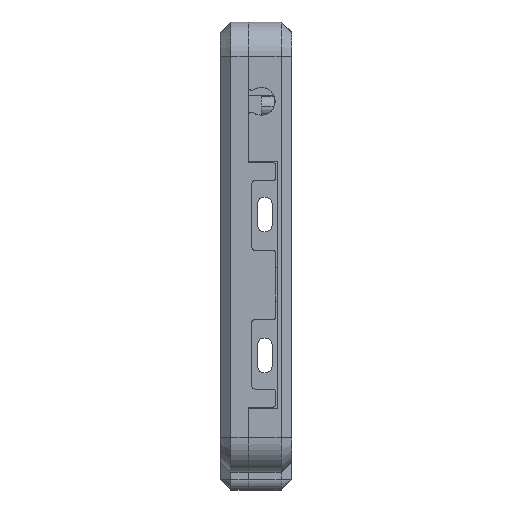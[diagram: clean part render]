
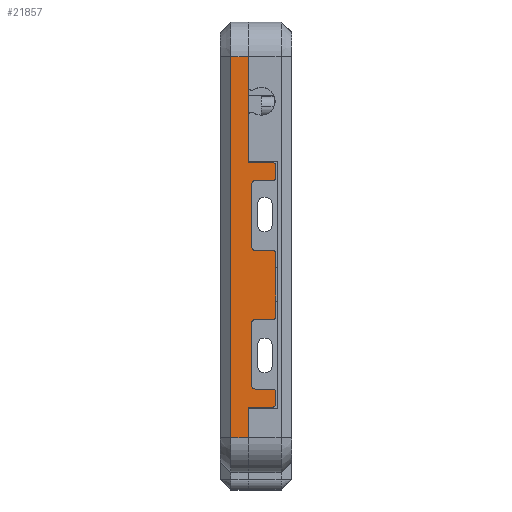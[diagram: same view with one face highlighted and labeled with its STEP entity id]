
A CAD part, left-side view. The second image highlights one B-rep face of the part: STEP entity #21857.
In plain terms, the highlighted planar face has unit normal (-1, 0, 0).
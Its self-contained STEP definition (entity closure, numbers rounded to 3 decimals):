
#17665=DIRECTION('',(0.,0.,1.));
#17666=VECTOR('',#17665,8.883);
#17667=CARTESIAN_POINT('',(-149.815,-2.25,19.017));
#17668=LINE('',#17667,#17666);
#17681=DIRECTION('',(0.,0.,1.));
#17682=VECTOR('',#17681,30.547);
#17683=CARTESIAN_POINT('',(-149.815,-2.25,98.3));
#17684=LINE('',#17683,#17682);
#18945=DIRECTION('',(0.,0.,-1.));
#18946=VECTOR('',#18945,109.83);
#18947=CARTESIAN_POINT('',(-149.815,2.75,
128.847));
#18948=LINE('',#18947,#18946);
#18949=DIRECTION('',(0.,1.,0.));
#18950=VECTOR('',#18949,7.);
#18951=CARTESIAN_POINT('',(-149.815,-9.25,98.3));
#18952=LINE('',#18951,#18950);
#18953=CARTESIAN_POINT('',(-149.815,-9.25,97.3));
#18954=DIRECTION('',(-1.,0.,0.));
#18955=DIRECTION('',(0.,-1.,0.));
#18956=AXIS2_PLACEMENT_3D('',#18953,#18954,#18955);
#18958=DIRECTION('',(0.,0.,1.));
#18959=VECTOR('',#18958,3.2);
#18960=CARTESIAN_POINT('',(-149.815,-10.25,94.1));
#18961=LINE('',#18960,#18959);
#18962=CARTESIAN_POINT('',(-149.815,-9.25,94.1));
#18963=DIRECTION('',(-1.,0.,0.));
#18964=DIRECTION('',(0.,0.,-1.));
#18965=AXIS2_PLACEMENT_3D('',#18962,#18963,#18964);
#18967=DIRECTION('',(0.,1.,0.));
#18968=VECTOR('',#18967,5.);
#18969=CARTESIAN_POINT('',(-149.815,-9.25,93.1));
#18970=LINE('',#18969,#18968);
#18971=DIRECTION('',(0.,0.,-1.));
#18972=VECTOR('',#18971,18.);
#18973=CARTESIAN_POINT('',(-149.815,-3.25,92.1));
#18974=LINE('',#18973,#18972);
#18975=DIRECTION('',(0.,1.,0.));
#18976=VECTOR('',#18975,5.);
#18977=CARTESIAN_POINT('',(-149.815,-9.25,73.1));
#18978=LINE('',#18977,#18976);
#18979=CARTESIAN_POINT('',(-149.815,-9.25,72.1));
#18980=DIRECTION('',(-1.,0.,0.));
#18981=DIRECTION('',(0.,-1.,0.));
#18982=AXIS2_PLACEMENT_3D('',#18979,#18980,#18981);
#18984=DIRECTION('',(0.,0.,1.));
#18985=VECTOR('',#18984,18.);
#18986=CARTESIAN_POINT('',(-149.815,-10.25,54.1));
#18987=LINE('',#18986,#18985);
#18988=CARTESIAN_POINT('',(-149.815,-9.25,54.1));
#18989=DIRECTION('',(-1.,0.,0.));
#18990=DIRECTION('',(0.,0.,-1.));
#18991=AXIS2_PLACEMENT_3D('',#18988,#18989,#18990);
#18993=DIRECTION('',(0.,1.,0.));
#18994=VECTOR('',#18993,5.);
#18995=CARTESIAN_POINT('',(-149.815,-9.25,53.1));
#18996=LINE('',#18995,#18994);
#18997=DIRECTION('',(0.,0.,-1.));
#18998=VECTOR('',#18997,18.);
#18999=CARTESIAN_POINT('',(-149.815,-3.25,52.1));
#19000=LINE('',#18999,#18998);
#19001=DIRECTION('',(0.,1.,0.));
#19002=VECTOR('',#19001,5.);
#19003=CARTESIAN_POINT('',(-149.815,-9.25,33.1));
#19004=LINE('',#19003,#19002);
#19005=CARTESIAN_POINT('',(-149.815,-9.25,32.1));
#19006=DIRECTION('',(-1.,0.,0.));
#19007=DIRECTION('',(0.,-1.,0.));
#19008=AXIS2_PLACEMENT_3D('',#19005,#19006,#19007);
#19010=DIRECTION('',(0.,0.,1.));
#19011=VECTOR('',#19010,3.2);
#19012=CARTESIAN_POINT('',(-149.815,-10.25,28.9));
#19013=LINE('',#19012,#19011);
#19014=CARTESIAN_POINT('',(-149.815,-9.25,28.9));
#19015=DIRECTION('',(-1.,0.,0.));
#19016=DIRECTION('',(0.,0.,-1.));
#19017=AXIS2_PLACEMENT_3D('',#19014,#19015,#19016);
#19019=DIRECTION('',(0.,-1.,0.));
#19020=VECTOR('',#19019,7.);
#19021=CARTESIAN_POINT('',(-149.815,-2.25,27.9));
#19022=LINE('',#19021,#19020);
#19023=DIRECTION('',(0.,1.,0.));
#19024=VECTOR('',#19023,5.);
#19025=CARTESIAN_POINT('',(-149.815,-2.25,19.017));
#19026=LINE('',#19025,#19024);
#19040=DIRECTION('',(0.,1.,0.));
#19041=VECTOR('',#19040,5.);
#19042=CARTESIAN_POINT('',(-149.815,-2.25,128.847));
#19043=LINE('',#19042,#19041);
#19460=CARTESIAN_POINT('',(-149.815,-4.25,34.1));
#19461=DIRECTION('',(1.,0.,0.));
#19462=DIRECTION('',(0.,0.,-1.));
#19463=AXIS2_PLACEMENT_3D('',#19460,#19461,#19462);
#19478=CARTESIAN_POINT('',(-149.815,-4.25,52.1));
#19479=DIRECTION('',(1.,0.,0.));
#19480=DIRECTION('',(0.,1.,0.));
#19481=AXIS2_PLACEMENT_3D('',#19478,#19479,#19480);
#19504=CARTESIAN_POINT('',(-149.815,-4.25,92.1));
#19505=DIRECTION('',(1.,0.,0.));
#19506=DIRECTION('',(0.,1.,0.));
#19507=AXIS2_PLACEMENT_3D('',#19504,#19505,#19506);
#19522=CARTESIAN_POINT('',(-149.815,-4.25,74.1));
#19523=DIRECTION('',(1.,0.,0.));
#19524=DIRECTION('',(0.,0.,-1.));
#19525=AXIS2_PLACEMENT_3D('',#19522,#19523,#19524);
#19544=CARTESIAN_POINT('',(-149.815,-2.25,19.017));
#19545=VERTEX_POINT('',#19544);
#19546=CARTESIAN_POINT('',(-149.815,-2.25,128.847));
#19548=VERTEX_POINT('',#19546);
#19568=CARTESIAN_POINT('',(-149.815,-2.25,27.9));
#19569=VERTEX_POINT('',#19568);
#19570=CARTESIAN_POINT('',(-149.815,-2.25,98.3));
#19571=VERTEX_POINT('',#19570);
#19572=CARTESIAN_POINT('',(-149.815,-3.25,92.1));
#19574=VERTEX_POINT('',#19572);
#19576=CARTESIAN_POINT('',(-149.815,-4.25,93.1));
#19578=VERTEX_POINT('',#19576);
#19580=CARTESIAN_POINT('',(-149.815,-4.25,73.1));
#19582=VERTEX_POINT('',#19580);
#19584=CARTESIAN_POINT('',(-149.815,-3.25,74.1));
#19586=VERTEX_POINT('',#19584);
#19588=CARTESIAN_POINT('',(-149.815,-3.25,52.1));
#19590=VERTEX_POINT('',#19588);
#19592=CARTESIAN_POINT('',(-149.815,-4.25,53.1));
#19594=VERTEX_POINT('',#19592);
#19596=CARTESIAN_POINT('',(-149.815,-4.25,33.1));
#19598=VERTEX_POINT('',#19596);
#19600=CARTESIAN_POINT('',(-149.815,-3.25,34.1));
#19602=VERTEX_POINT('',#19600);
#19608=CARTESIAN_POINT('',(-149.815,-9.25,27.9));
#19609=VERTEX_POINT('',#19608);
#19610=CARTESIAN_POINT('',(-149.815,-10.25,28.9));
#19611=VERTEX_POINT('',#19610);
#19616=CARTESIAN_POINT('',(-149.815,-10.25,97.3));
#19617=VERTEX_POINT('',#19616);
#19618=CARTESIAN_POINT('',(-149.815,-9.25,98.3));
#19619=VERTEX_POINT('',#19618);
#19624=CARTESIAN_POINT('',(-149.815,-9.25,93.1));
#19625=VERTEX_POINT('',#19624);
#19626=CARTESIAN_POINT('',(-149.815,-10.25,94.1));
#19627=VERTEX_POINT('',#19626);
#19628=CARTESIAN_POINT('',(-149.815,-10.25,32.1));
#19629=CARTESIAN_POINT('',(-149.815,-9.25,33.1));
#19630=VERTEX_POINT('',#19628);
#19631=VERTEX_POINT('',#19629);
#19636=CARTESIAN_POINT('',(-149.815,-10.25,72.1));
#19637=CARTESIAN_POINT('',(-149.815,-9.25,73.1));
#19638=VERTEX_POINT('',#19636);
#19639=VERTEX_POINT('',#19637);
#19648=CARTESIAN_POINT('',(-149.815,-9.25,53.1));
#19649=VERTEX_POINT('',#19648);
#19650=CARTESIAN_POINT('',(-149.815,-10.25,54.1));
#19651=VERTEX_POINT('',#19650);
#19988=CARTESIAN_POINT('',(-149.815,2.75,19.017));
#19989=VERTEX_POINT('',#19988);
#19992=CARTESIAN_POINT('',(-149.815,2.75,
128.847));
#19993=VERTEX_POINT('',#19992);
#21801=CARTESIAN_POINT('',(-149.815,-2.25,19.017));
#21802=DIRECTION('',(-1.,0.,0.));
#21803=DIRECTION('',(0.,0.,1.));
#21804=AXIS2_PLACEMENT_3D('',#21801,#21802,#21803);
#21805=PLANE('',#21804);
#21807=ORIENTED_EDGE('',*,*,#21806,.F.);
#21809=ORIENTED_EDGE('',*,*,#21808,.F.);
#21810=ORIENTED_EDGE('',*,*,#20153,.F.);
#21812=ORIENTED_EDGE('',*,*,#21811,.F.);
#21814=ORIENTED_EDGE('',*,*,#21813,.F.);
#21816=ORIENTED_EDGE('',*,*,#21815,.F.);
#21818=ORIENTED_EDGE('',*,*,#21817,.F.);
#21820=ORIENTED_EDGE('',*,*,#21819,.T.);
#21822=ORIENTED_EDGE('',*,*,#21821,.F.);
#21824=ORIENTED_EDGE('',*,*,#21823,.T.);
#21826=ORIENTED_EDGE('',*,*,#21825,.F.);
#21828=ORIENTED_EDGE('',*,*,#21827,.F.);
#21830=ORIENTED_EDGE('',*,*,#21829,.F.);
#21832=ORIENTED_EDGE('',*,*,#21831,.F.);
#21834=ORIENTED_EDGE('',*,*,#21833,.F.);
#21836=ORIENTED_EDGE('',*,*,#21835,.T.);
#21838=ORIENTED_EDGE('',*,*,#21837,.F.);
#21840=ORIENTED_EDGE('',*,*,#21839,.T.);
#21842=ORIENTED_EDGE('',*,*,#21841,.F.);
#21844=ORIENTED_EDGE('',*,*,#21843,.F.);
#21846=ORIENTED_EDGE('',*,*,#21845,.F.);
#21848=ORIENTED_EDGE('',*,*,#21847,.F.);
#21850=ORIENTED_EDGE('',*,*,#21849,.F.);
#21852=ORIENTED_EDGE('',*,*,#21851,.F.);
#21853=ORIENTED_EDGE('',*,*,#20145,.F.);
#21854=ORIENTED_EDGE('',*,*,#21793,.T.);
#21855=EDGE_LOOP('',(#21807,#21809,#21810,#21812,#21814,#21816,#21818,#21820,
#21822,#21824,#21826,#21828,#21830,#21832,#21834,#21836,#21838,#21840,#21842,
#21844,#21846,#21848,#21850,#21852,#21853,#21854));
#21856=FACE_OUTER_BOUND('',#21855,.F.);
#21857=ADVANCED_FACE('',(#21856),#21805,.T.);
#18957=CIRCLE('',#18956,1.);
#18966=CIRCLE('',#18965,1.);
#18983=CIRCLE('',#18982,1.);
#18992=CIRCLE('',#18991,1.);
#19009=CIRCLE('',#19008,1.);
#19018=CIRCLE('',#19017,1.);
#19464=CIRCLE('',#19463,1.);
#19482=CIRCLE('',#19481,1.);
#19508=CIRCLE('',#19507,1.);
#19526=CIRCLE('',#19525,1.);
#20145=EDGE_CURVE('',#19545,#19569,#17668,.T.);
#20153=EDGE_CURVE('',#19571,#19548,#17684,.T.);
#21793=EDGE_CURVE('',#19545,#19989,#19026,.T.);
#21806=EDGE_CURVE('',#19993,#19989,#18948,.T.);
#21808=EDGE_CURVE('',#19548,#19993,#19043,.T.);
#21811=EDGE_CURVE('',#19619,#19571,#18952,.T.);
#21813=EDGE_CURVE('',#19617,#19619,#18957,.T.);
#21815=EDGE_CURVE('',#19627,#19617,#18961,.T.);
#21817=EDGE_CURVE('',#19625,#19627,#18966,.T.);
#21819=EDGE_CURVE('',#19625,#19578,#18970,.T.);
#21821=EDGE_CURVE('',#19574,#19578,#19508,.T.);
#21823=EDGE_CURVE('',#19574,#19586,#18974,.T.);
#21825=EDGE_CURVE('',#19582,#19586,#19526,.T.);
#21827=EDGE_CURVE('',#19639,#19582,#18978,.T.);
#21829=EDGE_CURVE('',#19638,#19639,#18983,.T.);
#21831=EDGE_CURVE('',#19651,#19638,#18987,.T.);
#21833=EDGE_CURVE('',#19649,#19651,#18992,.T.);
#21835=EDGE_CURVE('',#19649,#19594,#18996,.T.);
#21837=EDGE_CURVE('',#19590,#19594,#19482,.T.);
#21839=EDGE_CURVE('',#19590,#19602,#19000,.T.);
#21841=EDGE_CURVE('',#19598,#19602,#19464,.T.);
#21843=EDGE_CURVE('',#19631,#19598,#19004,.T.);
#21845=EDGE_CURVE('',#19630,#19631,#19009,.T.);
#21847=EDGE_CURVE('',#19611,#19630,#19013,.T.);
#21849=EDGE_CURVE('',#19609,#19611,#19018,.T.);
#21851=EDGE_CURVE('',#19569,#19609,#19022,.T.);
